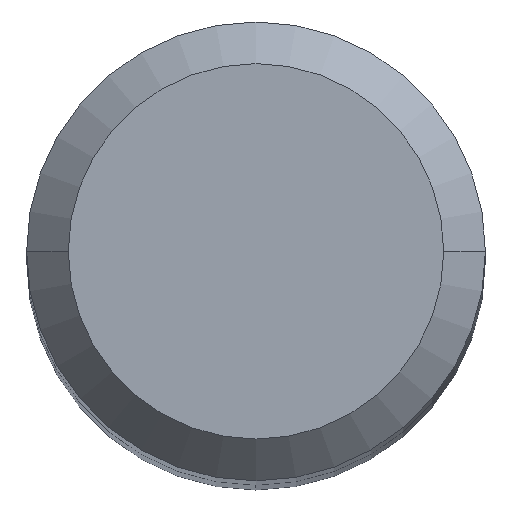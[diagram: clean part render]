
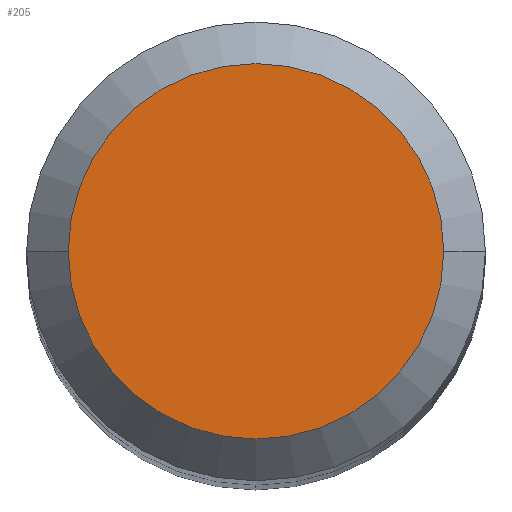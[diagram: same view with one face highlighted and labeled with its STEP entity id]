
A CAD part, top view. The second image highlights one B-rep face of the part: STEP entity #205.
In plain terms, the highlighted planar face has unit normal (0, 0, 1).
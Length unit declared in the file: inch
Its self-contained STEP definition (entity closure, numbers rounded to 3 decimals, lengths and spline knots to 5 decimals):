
#1 = CARTESIAN_POINT ( 'NONE',  ( 0., 0., 0. ) ) ;
#27 = VERTEX_POINT ( 'NONE', #364 ) ;
#32 = DIRECTION ( 'NONE',  ( 1., 0., 0. ) ) ;
#45 = EDGE_CURVE ( 'NONE', #27, #292, #222, .T. ) ;
#98 = CARTESIAN_POINT ( 'NONE',  ( 0.14065, 0., 0. ) ) ;
#99 = DIRECTION ( 'NONE',  ( 0., 0., 1. ) ) ;
#116 = ORIENTED_EDGE ( 'NONE', *, *, #45, .T. ) ;
#156 = DIRECTION ( 'NONE',  ( 0., 0., -1. ) ) ;
#182 = CARTESIAN_POINT ( 'NONE',  ( 0., 0., 0. ) ) ;
#203 = DIRECTION ( 'NONE',  ( 1., 0., 0. ) ) ;
#205 = ADVANCED_FACE ( 'NONE', ( #340 ), #308, .F. ) ;
#211 = DIRECTION ( 'NONE',  ( 0., 0., 1. ) ) ;
#222 = CIRCLE ( 'NONE', #288, 0.14065 ) ;
#243 = CIRCLE ( 'NONE', #347, 0.14065 ) ;
#249 = DIRECTION ( 'NONE',  ( -1., 0., 0. ) ) ;
#288 = AXIS2_PLACEMENT_3D ( 'NONE', #385, #211, #203 ) ;
#292 = VERTEX_POINT ( 'NONE', #98 ) ;
#295 = AXIS2_PLACEMENT_3D ( 'NONE', #1, #156, #249 ) ;
#308 = PLANE ( 'NONE',  #295 ) ;
#340 = FACE_OUTER_BOUND ( 'NONE', #386, .T. ) ;
#345 = EDGE_CURVE ( 'NONE', #292, #27, #243, .T. ) ;
#347 = AXIS2_PLACEMENT_3D ( 'NONE', #182, #99, #32 ) ;
#355 = ORIENTED_EDGE ( 'NONE', *, *, #345, .T. ) ;
#364 = CARTESIAN_POINT ( 'NONE',  ( -0.14065, 0., 0. ) ) ;
#385 = CARTESIAN_POINT ( 'NONE',  ( 0., 0., 0. ) ) ;
#386 = EDGE_LOOP ( 'NONE', ( #116, #355 ) ) ;
